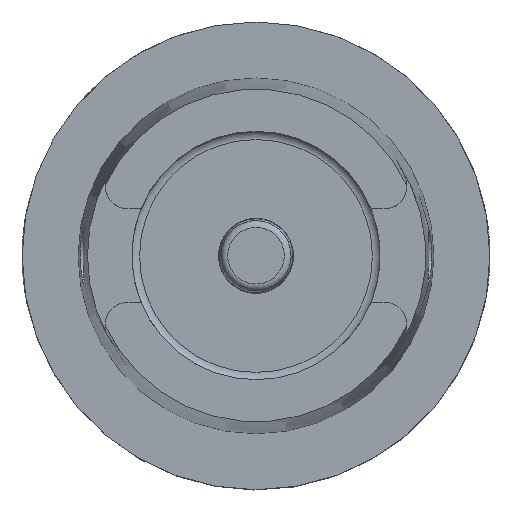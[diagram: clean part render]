
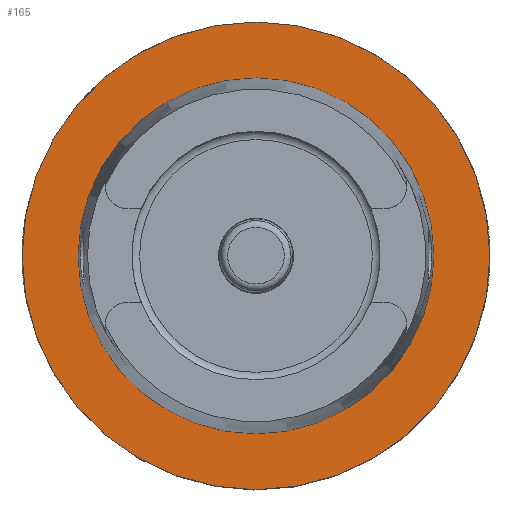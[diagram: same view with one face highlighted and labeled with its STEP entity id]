
A CAD part, top view. The second image highlights one B-rep face of the part: STEP entity #165.
In plain terms, the highlighted planar face has unit normal (0, 0, 1).
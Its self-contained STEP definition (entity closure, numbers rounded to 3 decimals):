
#54=PLANE('',#1318);
#165=ADVANCED_FACE('',(#233,#234),#54,.F.);
#233=FACE_BOUND('',#312,.T.);
#234=FACE_BOUND('',#313,.T.);
#312=EDGE_LOOP('',(#663));
#313=EDGE_LOOP('',(#664));
#400=CIRCLE('',#1253,49.965);
#427=CIRCLE('',#1317,38.008);
#663=ORIENTED_EDGE('',*,*,#928,.F.);
#664=ORIENTED_EDGE('',*,*,#1015,.F.);
#809=VERTEX_POINT('',#1797);
#864=VERTEX_POINT('',#2012);
#928=EDGE_CURVE('',#809,#809,#400,.T.);
#1015=EDGE_CURVE('',#864,#864,#427,.T.);
#1253=AXIS2_PLACEMENT_3D('',#1796,#1407,#1408);
#1317=AXIS2_PLACEMENT_3D('',#2011,#1583,#1584);
#1318=AXIS2_PLACEMENT_3D('',#2013,#1585,#1586);
#1407=DIRECTION('',(0.,0.,-1.));
#1408=DIRECTION('',(-1.,0.,0.));
#1583=DIRECTION('',(0.,0.,1.));
#1584=DIRECTION('',(-1.,0.,0.));
#1585=DIRECTION('',(0.,0.,-1.));
#1586=DIRECTION('',(-1.,0.,0.));
#1796=CARTESIAN_POINT('',(0.,0.,0.));
#1797=CARTESIAN_POINT('',(-49.965,0.,0.));
#2011=CARTESIAN_POINT('',(0.,0.,0.));
#2012=CARTESIAN_POINT('',(-38.008,0.,0.));
#2013=CARTESIAN_POINT('',(0.,-39.479,0.));
